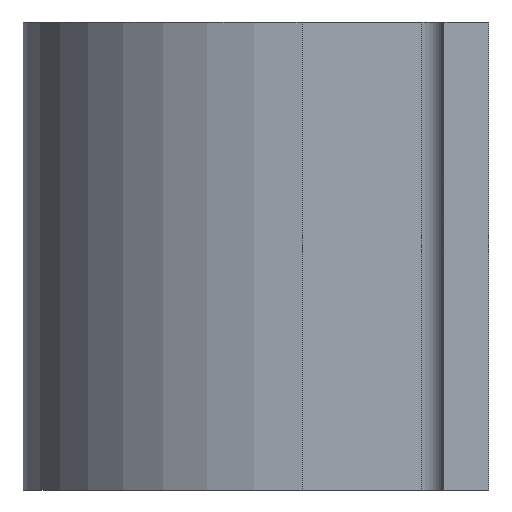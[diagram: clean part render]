
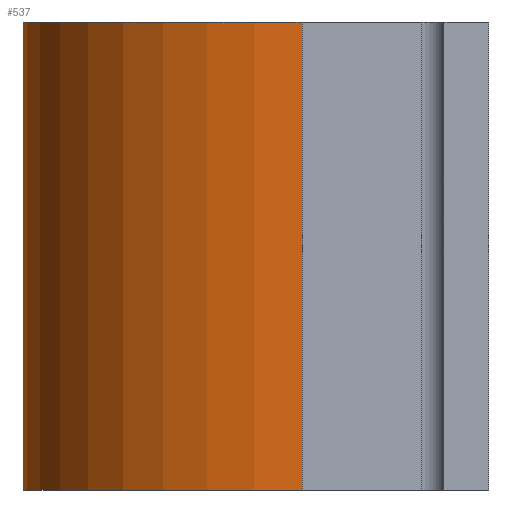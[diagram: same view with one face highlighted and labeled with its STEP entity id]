
A CAD part, left-side view. The second image highlights one B-rep face of the part: STEP entity #537.
In plain terms, the highlighted cylindrical face has radius 9.461 mm (diameter 18.923 mm), a partial arc.
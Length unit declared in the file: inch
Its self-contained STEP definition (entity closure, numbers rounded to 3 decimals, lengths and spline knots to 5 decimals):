
#1 = ORIENTED_EDGE ( 'NONE', *, *, #306, .T. ) ;
#8 = DIRECTION ( 'NONE',  ( 1., 0., 0. ) ) ;
#13 = CARTESIAN_POINT ( 'NONE',  ( 1.062, 0.2495, -0.3125 ) ) ;
#24 = VECTOR ( 'NONE', #534, 39.37008 ) ;
#28 = CARTESIAN_POINT ( 'NONE',  ( 1.062, 0.2495, 0.3125 ) ) ;
#35 = ORIENTED_EDGE ( 'NONE', *, *, #253, .F. ) ;
#46 = DIRECTION ( 'NONE',  ( 0., 0., -1. ) ) ;
#50 = VERTEX_POINT ( 'NONE', #557 ) ;
#52 = DIRECTION ( 'NONE',  ( 0., 0., -1. ) ) ;
#77 = ORIENTED_EDGE ( 'NONE', *, *, #384, .T. ) ;
#113 = CARTESIAN_POINT ( 'NONE',  ( 1.4345, 0.2495, 0.3125 ) ) ;
#118 = VERTEX_POINT ( 'NONE', #166 ) ;
#127 = AXIS2_PLACEMENT_3D ( 'NONE', #437, #265, #392 ) ;
#133 = AXIS2_PLACEMENT_3D ( 'NONE', #28, #284, #282 ) ;
#135 = EDGE_CURVE ( 'NONE', #156, #50, #334, .T. ) ;
#153 = EDGE_LOOP ( 'NONE', ( #502, #35, #1, #77 ) ) ;
#156 = VERTEX_POINT ( 'NONE', #168 ) ;
#166 = CARTESIAN_POINT ( 'NONE',  ( 0.6895, 0.2495, 0.3125 ) ) ;
#168 = CARTESIAN_POINT ( 'NONE',  ( 0.6895, 0.2495, -0.3125 ) ) ;
#176 = CYLINDRICAL_SURFACE ( 'NONE', #133, 0.3725 ) ;
#187 = FACE_OUTER_BOUND ( 'NONE', #153, .T. ) ;
#253 = EDGE_CURVE ( 'NONE', #118, #156, #262, .T. ) ;
#262 = LINE ( 'NONE', #451, #24 ) ;
#265 = DIRECTION ( 'NONE',  ( 0., 0., -1. ) ) ;
#272 = CARTESIAN_POINT ( 'NONE',  ( 1.4345, 0.2495, 0.3125 ) ) ;
#282 = DIRECTION ( 'NONE',  ( -1., 0., 0. ) ) ;
#284 = DIRECTION ( 'NONE',  ( 0., 0., -1. ) ) ;
#286 = AXIS2_PLACEMENT_3D ( 'NONE', #13, #46, #8 ) ;
#306 = EDGE_CURVE ( 'NONE', #118, #329, #340, .T. ) ;
#329 = VERTEX_POINT ( 'NONE', #113 ) ;
#334 = CIRCLE ( 'NONE', #286, 0.3725 ) ;
#340 = CIRCLE ( 'NONE', #127, 0.3725 ) ;
#384 = EDGE_CURVE ( 'NONE', #329, #50, #413, .T. ) ;
#392 = DIRECTION ( 'NONE',  ( 1., 0., 0. ) ) ;
#413 = LINE ( 'NONE', #272, #518 ) ;
#437 = CARTESIAN_POINT ( 'NONE',  ( 1.062, 0.2495, 0.3125 ) ) ;
#451 = CARTESIAN_POINT ( 'NONE',  ( 0.6895, 0.2495, 0.3125 ) ) ;
#502 = ORIENTED_EDGE ( 'NONE', *, *, #135, .F. ) ;
#518 = VECTOR ( 'NONE', #52, 39.37008 ) ;
#534 = DIRECTION ( 'NONE',  ( 0., 0., -1. ) ) ;
#537 = ADVANCED_FACE ( 'NONE', ( #187 ), #176, .T. ) ;
#557 = CARTESIAN_POINT ( 'NONE',  ( 1.4345, 0.2495, -0.3125 ) ) ;
